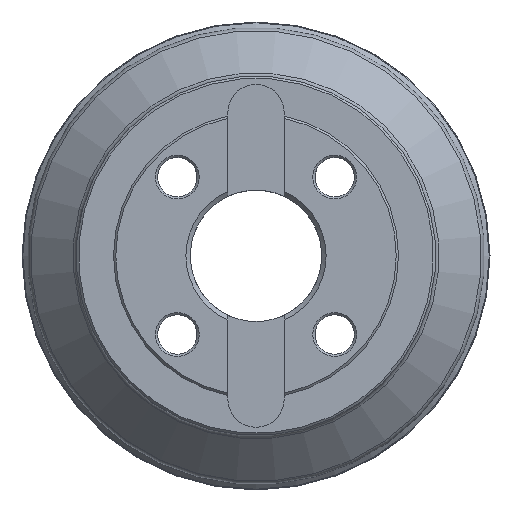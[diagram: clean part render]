
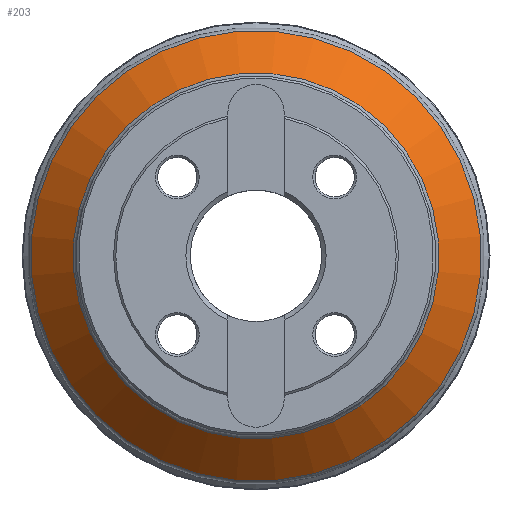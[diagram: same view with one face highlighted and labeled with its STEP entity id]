
A CAD part, top view. The second image highlights one B-rep face of the part: STEP entity #203.
In plain terms, the highlighted conical face has half-angle 45 degrees and reference radius 82 mm.
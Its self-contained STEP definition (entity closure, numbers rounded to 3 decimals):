
#157=CONICAL_SURFACE('',#1156,82.,45.);
#203=ADVANCED_FACE('',(#363,#364),#157,.T.);
#363=FACE_BOUND('',#500,.T.);
#364=FACE_BOUND('',#501,.T.);
#500=EDGE_LOOP('',(#682));
#501=EDGE_LOOP('',(#683));
#682=ORIENTED_EDGE('',*,*,#973,.T.);
#683=ORIENTED_EDGE('',*,*,#974,.T.);
#870=VERTEX_POINT('',#1833);
#871=VERTEX_POINT('',#1835);
#973=EDGE_CURVE('',#870,#870,#1062,.T.);
#974=EDGE_CURVE('',#871,#871,#1063,.T.);
#1062=CIRCLE('',#1154,102.836);
#1063=CIRCLE('',#1155,83.464);
#1154=AXIS2_PLACEMENT_3D('',#1832,#1382,#1383);
#1155=AXIS2_PLACEMENT_3D('',#1834,#1384,#1385);
#1156=AXIS2_PLACEMENT_3D('',#1836,#1386,#1387);
#1382=DIRECTION('',(0.,0.,1.));
#1383=DIRECTION('',(0.087,-0.996,0.));
#1384=DIRECTION('',(0.,0.,-1.));
#1385=DIRECTION('',(-0.087,0.996,0.));
#1386=DIRECTION('',(0.,0.,-1.));
#1387=DIRECTION('',(-0.087,0.996,0.));
#1832=CARTESIAN_POINT('',(0.,0.,-40.836));
#1833=CARTESIAN_POINT('',(8.963,-102.444,-40.836));
#1834=CARTESIAN_POINT('',(0.,0.,-21.464));
#1835=CARTESIAN_POINT('',(-7.274,83.147,-21.464));
#1836=CARTESIAN_POINT('',(0.,0.,-20.));
